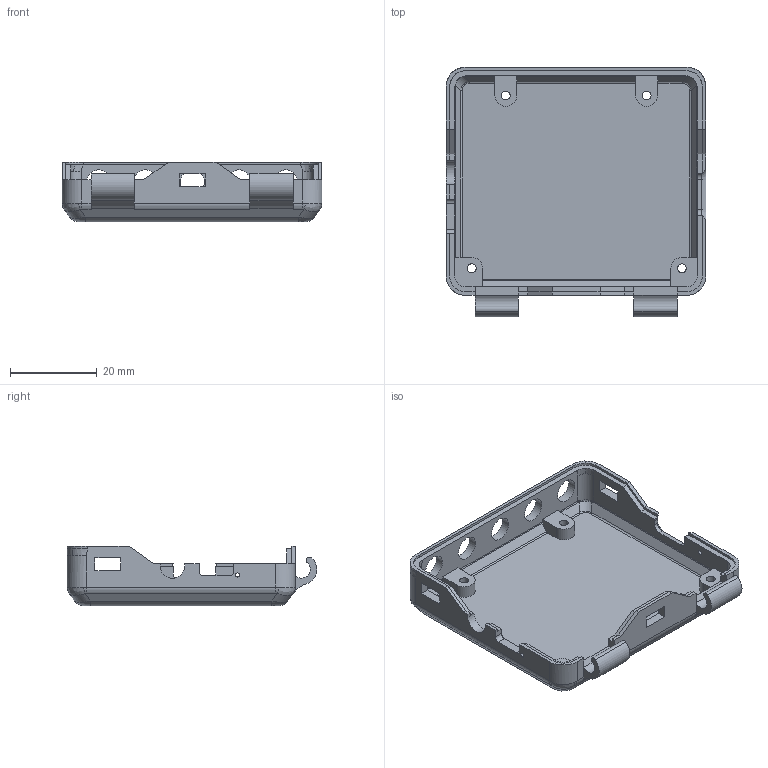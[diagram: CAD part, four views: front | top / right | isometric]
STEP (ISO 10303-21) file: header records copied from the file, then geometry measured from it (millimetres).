
FILE_DESCRIPTION(/* description */ (''),/* implementation_level */ '2;1');
FILE_NAME(/* name */ 'enclsure.step',/* time_stamp */ '2024-02-16T11:57:10+01:00',/* author */ (''),/* organization */ (''),/* preprocessor_version */ 'ST-DEVELOPER v20',/* originating_system */ 'Autodesk Translation Framework v12.20.1.177',/* authorisation */ '');
FILE_SCHEMA (('AUTOMOTIVE_DESIGN { 1 0 10303 214 3 1 1 }'));
Length unit declared in the file: millimetre
Products named in the file (1): Enclosure HapTID
Bounding box: 59.97 x 57.65 x 13.7 mm (x, y, z)
Volume: 9583.7 mm3; surface area: 10456.1 mm2
Topology: 1 solids, 1 shells, 226 faces, 620 edges, 396 vertices
Faces by surface type: plane 118, cylinder 68, bspline 36, cone 4
Full cylindrical faces by diameter (mm): 2.032 x4
Entity records: 8435 total; most frequent: CARTESIAN_POINT 2654, ORIENTED_EDGE 1240, DIRECTION 1150, EDGE_CURVE 620, LINE 400, VECTOR 400, VERTEX_POINT 396, AXIS2_PLACEMENT_3D 375
